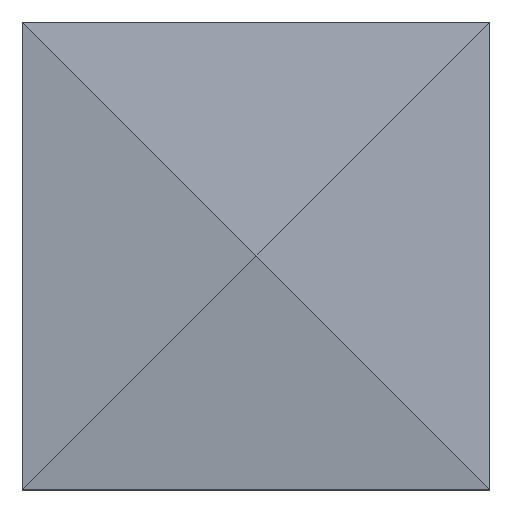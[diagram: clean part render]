
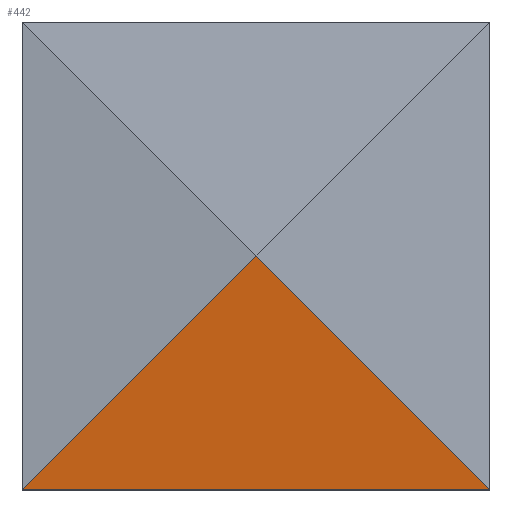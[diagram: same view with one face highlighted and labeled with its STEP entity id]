
A CAD part, top view. The second image highlights one B-rep face of the part: STEP entity #442.
In plain terms, the highlighted planar face has unit normal (0, -0.117, 0.993).
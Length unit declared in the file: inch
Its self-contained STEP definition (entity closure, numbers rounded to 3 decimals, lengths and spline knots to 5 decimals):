
#30=FACE_OUTER_BOUND('',#58,.T.);
#58=EDGE_LOOP('',(#310,#311,#312));
#98=LINE('',#663,#154);
#99=LINE('',#665,#155);
#100=LINE('',#666,#156);
#154=VECTOR('',#535,0.3937);
#155=VECTOR('',#536,0.3937);
#156=VECTOR('',#537,0.3937);
#197=VERTEX_POINT('',#624);
#211=VERTEX_POINT('',#662);
#212=VERTEX_POINT('',#664);
#249=EDGE_CURVE('',#197,#211,#98,.T.);
#250=EDGE_CURVE('',#212,#211,#99,.T.);
#251=EDGE_CURVE('',#212,#197,#100,.T.);
#310=ORIENTED_EDGE('',*,*,#249,.T.);
#311=ORIENTED_EDGE('',*,*,#250,.F.);
#312=ORIENTED_EDGE('',*,*,#251,.T.);
#417=PLANE('',#485);
#442=ADVANCED_FACE('',(#30),#417,.F.);
#485=AXIS2_PLACEMENT_3D('',#661,#533,#534);
#533=DIRECTION('center_axis',(0.,0.117,-0.993));
#534=DIRECTION('ref_axis',(0.,0.993,0.117));
#535=DIRECTION('',(-0.705,0.705,0.083));
#536=DIRECTION('',(0.705,0.705,0.083));
#537=DIRECTION('',(1.,0.,0.));
#624=CARTESIAN_POINT('',(-100.875,278.275,58.));
#661=CARTESIAN_POINT('Origin',(-135.25,278.275,58.));
#662=CARTESIAN_POINT('',(-120.,297.4,60.25));
#663=CARTESIAN_POINT('',(-110.37178,287.77178,59.11727));
#664=CARTESIAN_POINT('',(-139.125,278.275,58.));
#665=CARTESIAN_POINT('',(-129.62822,287.77178,59.11727));
#666=CARTESIAN_POINT('',(-135.25,278.275,58.));
